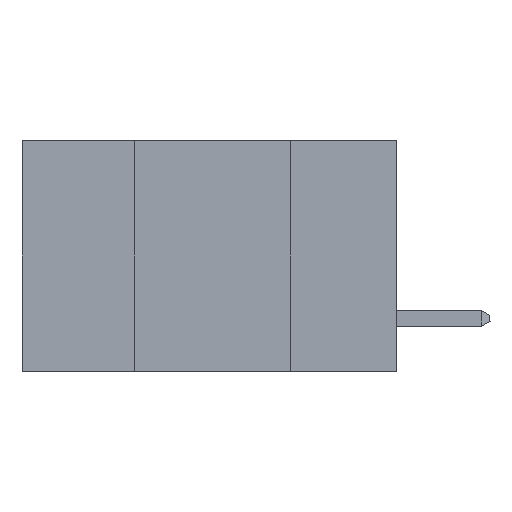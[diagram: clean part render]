
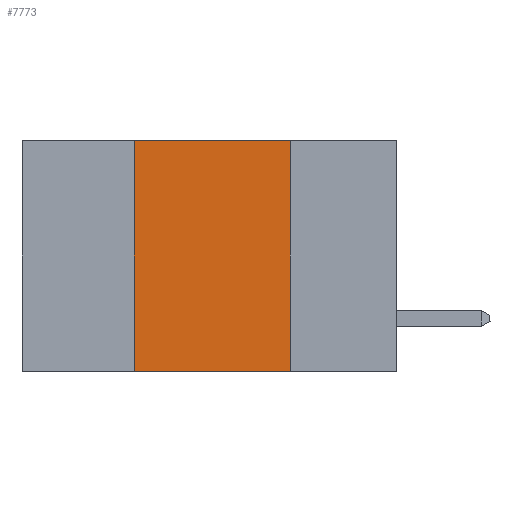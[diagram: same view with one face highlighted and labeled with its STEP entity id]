
A CAD part, left-side view. The second image highlights one B-rep face of the part: STEP entity #7773.
In plain terms, the highlighted planar face has unit normal (-1, 0, 0).
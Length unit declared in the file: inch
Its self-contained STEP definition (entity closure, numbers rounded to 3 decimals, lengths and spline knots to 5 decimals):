
#142 = VECTOR ( 'NONE', #15090, 39.37008 ) ;
#825 = FACE_OUTER_BOUND ( 'NONE', #15565, .T. ) ;
#1738 = CARTESIAN_POINT ( 'NONE',  ( 0., 0.42, 0. ) ) ;
#1752 = EDGE_CURVE ( 'NONE', #15859, #14378, #6701, .T. ) ;
#2028 = ORIENTED_EDGE ( 'NONE', *, *, #8597, .F. ) ;
#2241 = EDGE_CURVE ( 'NONE', #8372, #4580, #3787, .T. ) ;
#2328 = DIRECTION ( 'NONE',  ( 0., 0., 1. ) ) ;
#2330 = CARTESIAN_POINT ( 'NONE',  ( 0., 0.42, -0.37 ) ) ;
#2543 = LINE ( 'NONE', #5141, #7144 ) ;
#2561 = ORIENTED_EDGE ( 'NONE', *, *, #1752, .F. ) ;
#2686 = PLANE ( 'NONE',  #11684 ) ;
#2787 = VECTOR ( 'NONE', #2328, 39.37008 ) ;
#3216 = VECTOR ( 'NONE', #4194, 39.37008 ) ;
#3787 = LINE ( 'NONE', #12790, #3216 ) ;
#4194 = DIRECTION ( 'NONE',  ( 0., -1., 0. ) ) ;
#4580 = VERTEX_POINT ( 'NONE', #12837 ) ;
#5141 = CARTESIAN_POINT ( 'NONE',  ( 0., 0.17, 0. ) ) ;
#5198 = DIRECTION ( 'NONE',  ( 1., 0., 0. ) ) ;
#6446 = LINE ( 'NONE', #14657, #2787 ) ;
#6701 = LINE ( 'NONE', #12811, #142 ) ;
#7144 = VECTOR ( 'NONE', #11813, 39.37008 ) ;
#7292 = EDGE_CURVE ( 'NONE', #8372, #15859, #6446, .T. ) ;
#7574 = ORIENTED_EDGE ( 'NONE', *, *, #2241, .T. ) ;
#7773 = ADVANCED_FACE ( 'NONE', ( #825 ), #2686, .F. ) ;
#8372 = VERTEX_POINT ( 'NONE', #2330 ) ;
#8597 = EDGE_CURVE ( 'NONE', #14378, #4580, #2543, .T. ) ;
#10321 = ORIENTED_EDGE ( 'NONE', *, *, #7292, .F. ) ;
#11273 = DIRECTION ( 'NONE',  ( 0., 0., -1. ) ) ;
#11429 = CARTESIAN_POINT ( 'NONE',  ( 0., 0.6, 0. ) ) ;
#11684 = AXIS2_PLACEMENT_3D ( 'NONE', #11429, #5198, #11273 ) ;
#11813 = DIRECTION ( 'NONE',  ( 0., 0., -1. ) ) ;
#12732 = CARTESIAN_POINT ( 'NONE',  ( 0., 0.17, 0. ) ) ;
#12790 = CARTESIAN_POINT ( 'NONE',  ( 0., 0.6, -0.37 ) ) ;
#12811 = CARTESIAN_POINT ( 'NONE',  ( 0., 0.6, 0. ) ) ;
#12837 = CARTESIAN_POINT ( 'NONE',  ( 0., 0.17, -0.37 ) ) ;
#14378 = VERTEX_POINT ( 'NONE', #12732 ) ;
#14657 = CARTESIAN_POINT ( 'NONE',  ( 0., 0.42, 0. ) ) ;
#15090 = DIRECTION ( 'NONE',  ( 0., -1., 0. ) ) ;
#15565 = EDGE_LOOP ( 'NONE', ( #2028, #2561, #10321, #7574 ) ) ;
#15859 = VERTEX_POINT ( 'NONE', #1738 ) ;
